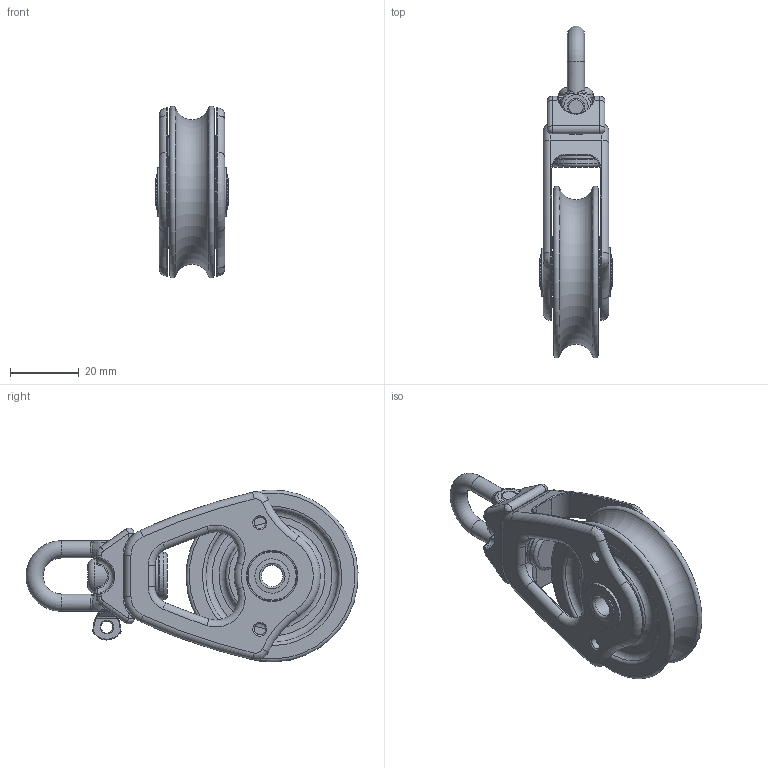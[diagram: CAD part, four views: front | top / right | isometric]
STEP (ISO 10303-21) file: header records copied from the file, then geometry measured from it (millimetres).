
FILE_DESCRIPTION(/* description */ (''),/* implementation_level */ '2;1');
FILE_NAME(/* name */ '00501.stp',/* time_stamp */ '2020-06-09T14:40:44+02:00',/* author */ ('francesca'),/* organization */ (''),/* preprocessor_version */ 'ST-DEVELOPER v18.1',/* originating_system */ 'Autodesk Inventor 2021',/* authorisation */ '');
FILE_SCHEMA (('AUTOMOTIVE_DESIGN { 1 0 10303 214 3 1 1 }'));
Length unit declared in the file: millimetre
Products named in the file (1): 17022710
Bounding box: 21 x 96.48 x 49.95 mm (x, y, z)
Volume: 33931.3 mm3; surface area: 22691.3 mm2
Topology: 50 solids, 50 shells, 477 faces, 1220 edges, 760 vertices
Faces by surface type: cylinder 132, torus 114, bspline 92, plane 69, sphere 45, cone 25
Full cylindrical faces by diameter (mm): 3.3 x4, 3.5 x1, 4.2 x1, 5 x3, 5.2 x1, 5.5 x1, 6.2 x1, 8 x1, 8.2 x5, 10 x2, 10.3 x1, 10.4 x1, 10.5 x1, 12 x1, 12.15 x1, 12.3 x1, 13.9 x1, 14 x4, 14.5 x2
Entity records: 16660 total; most frequent: CARTESIAN_POINT 5508, DIRECTION 2380, ORIENTED_EDGE 2264, EDGE_CURVE 1132, AXIS2_PLACEMENT_3D 1074, VERTEX_POINT 760, CIRCLE 673, EDGE_LOOP 522
